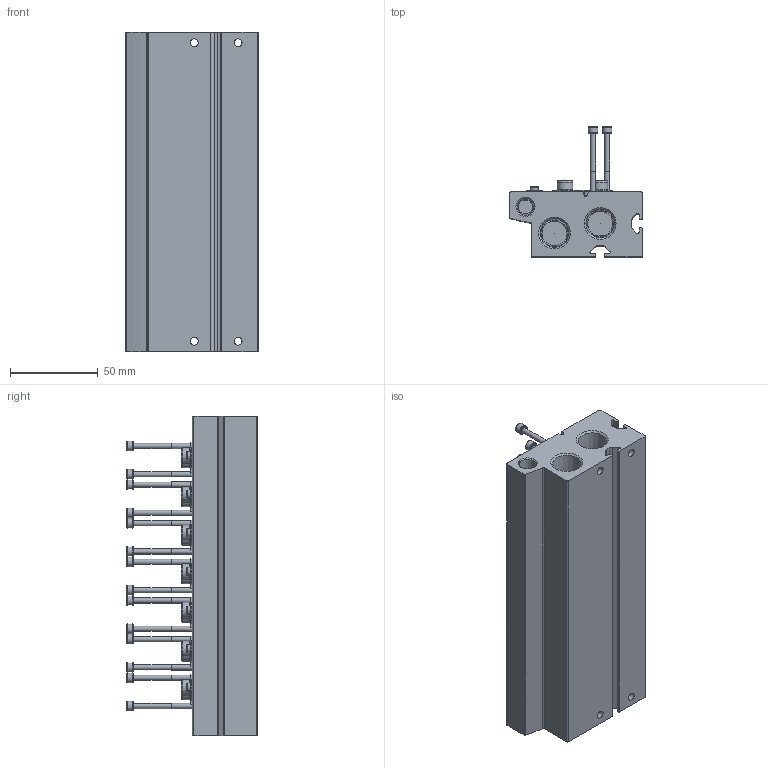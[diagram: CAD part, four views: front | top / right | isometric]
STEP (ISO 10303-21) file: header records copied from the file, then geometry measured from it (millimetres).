
FILE_DESCRIPTION(/* description */ ('STEP AP214'),/* implementation_level */ '2;1');
FILE_NAME(/* name */ '576458_VABM-B10-20E-N38-7-P3',/* time_stamp */ '2024-09-15T20:49:19+02:00',/* author */ ('License CC BY-ND 4.0'),/* organization */ ('CADENAS'),/* preprocessor_version */ 'ST-DEVELOPER v19.3',/* originating_system */ 'PARTsolutions',/* authorisation */ ' ');
FILE_SCHEMA (('AUTOMOTIVE_DESIGN {1 0 10303 214 3 1 1}'));
Length unit declared in the file: millimetre
Products named in the file (7): 576458 VABM-B10-20E-N38-7-P3; 576458 VABM-B10-20E-N38-7-P3---(M); 1715486 VUVS-G18-2---(S); 2833702 F-M3x40-10.9; 1743809 VUVS-M5---(S); 174169 B-3/8-NPT---(Plug); 173985 B-1/8-NPT---(Plug)
Assembly tree (32 placements, depth 2):
  576458 VABM-B10-20E-N38-7-P3
    576458 VABM-B10-20E-N38-7-P3---(M)
    1715486 VUVS-G18-2---(S)  x7
    2833702 F-M3x40-10.9  x14
    1743809 VUVS-M5---(S)  x7
    174169 B-3/8-NPT---(Plug)  x2
    173985 B-1/8-NPT---(Plug)
Bounding box: 75.5 x 74.1 x 182 mm (x, y, z)
Volume: 375666.3 mm3; surface area: 102485.6 mm2
Topology: 32 solids, 32 shells, 1219 faces, 2882 edges, 1826 vertices
Faces by surface type: plane 596, cylinder 329, cone 238, torus 56
Full cylindrical faces by diameter (mm): 2.459 x14, 2.9 x7, 2.92 x14, 3 x14, 3.242 x1, 3.5 x1, 4.134 x3, 4.2 x7, 4.366 x1, 4.5 x4, 4.6 x7, 5.5 x14, 6 x28, 6.1 x7, 7.938 x2, 8.2 x1, 8.9 x14, 9 x7, 10.8 x14, 14.3 x2
Entity records: 10543 total; most frequent: CARTESIAN_POINT 2010, DIRECTION 1784, ORIENTED_EDGE 1430, EDGE_CURVE 715, AXIS2_PLACEMENT_3D 709, FACE_BOUND 621, EDGE_LOOP 600, VERTEX_POINT 554
